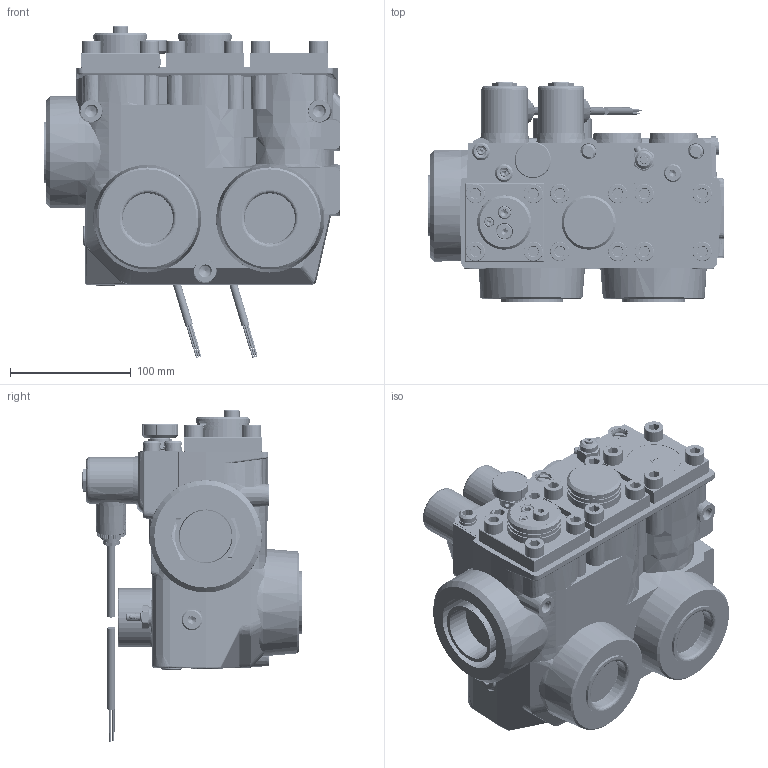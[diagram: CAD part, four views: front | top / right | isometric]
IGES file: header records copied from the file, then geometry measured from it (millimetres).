
Start section: SolidWorks IGES file using analytic representation for surfaces
Global section: file name: 110VAC, EV4 Valve.IGS; native system: SolidWorks 2019; preprocessor: SolidWorks 2019; author: M.Baier; date: 200618.113944; units: millimetre
Bounding box: 244.6 x 181.66 x 275.2 mm (x, y, z)
Surface area: 821019.8 mm2 (no closed solid volume)
Topology: 0 solids, 0 shells, 5824 faces, 85040 edges, 84923 vertices
Faces by surface type: revolution 3131, bspline 2693
